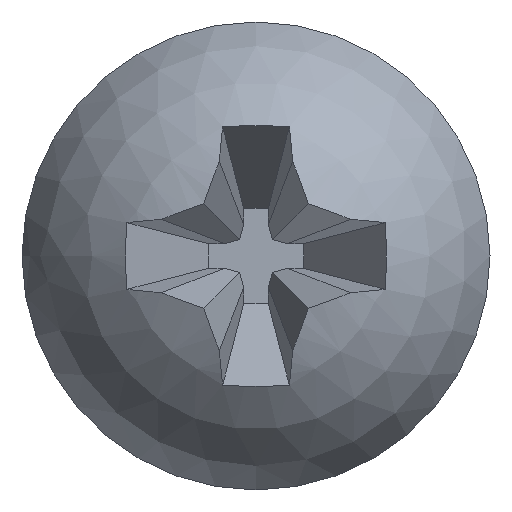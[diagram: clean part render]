
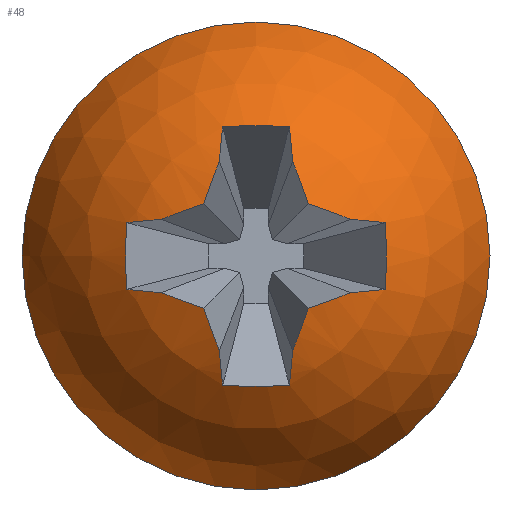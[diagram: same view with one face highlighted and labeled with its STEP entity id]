
A CAD part, left-side view. The second image highlights one B-rep face of the part: STEP entity #48.
In plain terms, the highlighted spherical face has radius 5.239 mm.
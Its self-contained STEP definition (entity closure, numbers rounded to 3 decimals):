
#48=ADVANCED_FACE('',(#291,#293),#295,.T.);
#291=FACE_OUTER_BOUND('',#292,.T.);
#292=EDGE_LOOP('',(#490));
#293=FACE_BOUND('',#294,.T.);
#294=EDGE_LOOP('',(#491,#492,#493,#494,#495,#496,#497,#498,#499,#500,#501,#502,#503,
#504,#505,#506,#507,#508,#509,#510,#511));
#295=SPHERICAL_SURFACE('',#296,5.239);
#296=AXIS2_PLACEMENT_3D('',#297,#298,#299);
#297=CARTESIAN_POINT('',(1.039,0.,0.));
#298=DIRECTION('',(1.,0.,0.));
#299=DIRECTION('',(0.,1.,0.));
#490=ORIENTED_EDGE('',*,*,#622,.F.);
#491=ORIENTED_EDGE('',*,*,#623,.T.);
#492=ORIENTED_EDGE('',*,*,#624,.T.);
#493=ORIENTED_EDGE('',*,*,#625,.T.);
#494=ORIENTED_EDGE('',*,*,#626,.T.);
#495=ORIENTED_EDGE('',*,*,#627,.T.);
#496=ORIENTED_EDGE('',*,*,#628,.T.);
#497=ORIENTED_EDGE('',*,*,#629,.T.);
#498=ORIENTED_EDGE('',*,*,#630,.T.);
#499=ORIENTED_EDGE('',*,*,#631,.T.);
#500=ORIENTED_EDGE('',*,*,#632,.T.);
#501=ORIENTED_EDGE('',*,*,#633,.T.);
#502=ORIENTED_EDGE('',*,*,#634,.T.);
#503=ORIENTED_EDGE('',*,*,#635,.T.);
#504=ORIENTED_EDGE('',*,*,#636,.T.);
#505=ORIENTED_EDGE('',*,*,#637,.T.);
#506=ORIENTED_EDGE('',*,*,#638,.T.);
#507=ORIENTED_EDGE('',*,*,#639,.T.);
#508=ORIENTED_EDGE('',*,*,#640,.T.);
#509=ORIENTED_EDGE('',*,*,#641,.T.);
#510=ORIENTED_EDGE('',*,*,#642,.T.);
#511=ORIENTED_EDGE('',*,*,#643,.T.);
#622=EDGE_CURVE('',#688,#688,#689,.T.);
#623=EDGE_CURVE('',#690,#691,#692,.T.);
#624=EDGE_CURVE('',#691,#693,#694,.T.);
#625=EDGE_CURVE('',#693,#695,#696,.T.);
#626=EDGE_CURVE('',#695,#697,#698,.T.);
#627=EDGE_CURVE('',#697,#699,#700,.T.);
#628=EDGE_CURVE('',#699,#701,#702,.T.);
#629=EDGE_CURVE('',#701,#703,#704,.T.);
#630=EDGE_CURVE('',#703,#705,#706,.T.);
#631=EDGE_CURVE('',#705,#707,#708,.T.);
#632=EDGE_CURVE('',#707,#709,#710,.T.);
#633=EDGE_CURVE('',#709,#711,#712,.T.);
#634=EDGE_CURVE('',#711,#713,#714,.T.);
#635=EDGE_CURVE('',#713,#715,#716,.T.);
#636=EDGE_CURVE('',#715,#717,#718,.T.);
#637=EDGE_CURVE('',#717,#719,#720,.T.);
#638=EDGE_CURVE('',#719,#721,#722,.T.);
#639=EDGE_CURVE('',#721,#723,#724,.T.);
#640=EDGE_CURVE('',#723,#725,#726,.T.);
#641=EDGE_CURVE('',#725,#727,#728,.T.);
#642=EDGE_CURVE('',#727,#729,#730,.F.);
#643=EDGE_CURVE('',#729,#690,#731,.T.);
#688=VERTEX_POINT('',#800);
#689=CIRCLE('',#801,5.);
#690=VERTEX_POINT('',#805);
#691=VERTEX_POINT('',#806);
#692=CIRCLE('',#807,5.237);
#693=VERTEX_POINT('',#811);
#694=CIRCLE('',#812,5.234);
#695=VERTEX_POINT('',#816);
#696=CIRCLE('',#817,5.234);
#697=VERTEX_POINT('',#821);
#698=CIRCLE('',#822,5.237);
#699=VERTEX_POINT('',#826);
#700=CIRCLE('',#827,5.221);
#701=VERTEX_POINT('',#831);
#702=CIRCLE('',#832,5.237);
#703=VERTEX_POINT('',#836);
#704=CIRCLE('',#837,5.234);
#705=VERTEX_POINT('',#841);
#706=CIRCLE('',#842,5.234);
#707=VERTEX_POINT('',#846);
#708=CIRCLE('',#847,5.237);
#709=VERTEX_POINT('',#851);
#710=CIRCLE('',#852,5.221);
#711=VERTEX_POINT('',#856);
#712=CIRCLE('',#857,5.237);
#713=VERTEX_POINT('',#861);
#714=CIRCLE('',#862,5.234);
#715=VERTEX_POINT('',#866);
#716=CIRCLE('',#867,5.234);
#717=VERTEX_POINT('',#871);
#718=CIRCLE('',#872,5.237);
#719=VERTEX_POINT('',#876);
#720=CIRCLE('',#877,5.221);
#721=VERTEX_POINT('',#881);
#722=CIRCLE('',#882,5.237);
#723=VERTEX_POINT('',#886);
#724=CIRCLE('',#887,5.234);
#725=VERTEX_POINT('',#891);
#726=CIRCLE('',#892,5.234);
#727=VERTEX_POINT('',#896);
#728=CIRCLE('',#897,5.237);
#729=VERTEX_POINT('',#901);
#730=CIRCLE('',#902,5.221);
#731=CIRCLE('',#906,5.221);
#800=CARTESIAN_POINT('',(-0.525,5.,0.));
#801=AXIS2_PLACEMENT_3D('',#802,#803,#804);
#802=CARTESIAN_POINT('',(-0.525,0.,0.));
#803=DIRECTION('',(1.,0.,0.));
#804=DIRECTION('',(0.,1.,0.));
#805=CARTESIAN_POINT('',(-3.358,2.758,0.712));
#806=CARTESIAN_POINT('',(-3.732,2.017,0.784));
#807=AXIS2_PLACEMENT_3D('',#808,#809,#810);
#808=CARTESIAN_POINT('',(1.013,0.,-0.134));
#809=DIRECTION('',(0.19,0.,0.982));
#810=DIRECTION('',(-0.835,0.527,0.162));
#811=CARTESIAN_POINT('',(-3.957,1.115,1.115));
#812=AXIS2_PLACEMENT_3D('',#813,#814,#815);
#813=CARTESIAN_POINT('',(0.971,-0.057,-0.202));
#814=DIRECTION('',(0.306,0.26,0.916));
#815=DIRECTION('',(-0.899,0.396,0.188));
#816=CARTESIAN_POINT('',(-3.732,0.784,2.017));
#817=AXIS2_PLACEMENT_3D('',#818,#819,#820);
#818=CARTESIAN_POINT('',(0.971,-0.202,-0.057));
#819=DIRECTION('',(0.306,0.916,0.26));
#820=DIRECTION('',(-0.942,0.252,0.224));
#821=CARTESIAN_POINT('',(-3.358,0.712,2.758));
#822=AXIS2_PLACEMENT_3D('',#823,#824,#825);
#823=CARTESIAN_POINT('',(1.013,-0.134,0.));
#824=DIRECTION('',(0.19,0.982,0.));
#825=DIRECTION('',(-0.906,0.175,0.385));
#826=CARTESIAN_POINT('',(-3.358,-0.712,2.758));
#827=AXIS2_PLACEMENT_3D('',#828,#829,#830);
#828=CARTESIAN_POINT('',(0.78,0.,-0.345));
#829=DIRECTION('',(0.6,0.,0.8));
#830=DIRECTION('',(-0.793,0.136,0.594));
#831=CARTESIAN_POINT('',(-3.732,-0.784,2.017));
#832=AXIS2_PLACEMENT_3D('',#833,#834,#835);
#833=CARTESIAN_POINT('',(1.013,0.134,0.));
#834=DIRECTION('',(0.19,-0.982,0.));
#835=DIRECTION('',(-0.835,-0.162,0.527));
#836=CARTESIAN_POINT('',(-3.957,-1.115,1.115));
#837=AXIS2_PLACEMENT_3D('',#838,#839,#840);
#838=CARTESIAN_POINT('',(0.971,0.202,-0.057));
#839=DIRECTION('',(0.306,-0.916,0.26));
#840=DIRECTION('',(-0.899,-0.188,0.396));
#841=CARTESIAN_POINT('',(-3.732,-2.017,0.784));
#842=AXIS2_PLACEMENT_3D('',#843,#844,#845);
#843=CARTESIAN_POINT('',(0.971,0.057,-0.202));
#844=DIRECTION('',(0.306,-0.26,0.916));
#845=DIRECTION('',(-0.942,-0.224,0.252));
#846=CARTESIAN_POINT('',(-3.358,-2.758,0.712));
#847=AXIS2_PLACEMENT_3D('',#848,#849,#850);
#848=CARTESIAN_POINT('',(1.013,0.,-0.134));
#849=DIRECTION('',(0.19,0.,0.982));
#850=DIRECTION('',(-0.906,-0.385,0.175));
#851=CARTESIAN_POINT('',(-3.358,-2.758,-0.712));
#852=AXIS2_PLACEMENT_3D('',#853,#854,#855);
#853=CARTESIAN_POINT('',(0.78,0.345,0.));
#854=DIRECTION('',(0.6,-0.8,0.));
#855=DIRECTION('',(-0.793,-0.594,0.136));
#856=CARTESIAN_POINT('',(-3.732,-2.017,-0.784));
#857=AXIS2_PLACEMENT_3D('',#858,#859,#860);
#858=CARTESIAN_POINT('',(1.013,0.,0.134));
#859=DIRECTION('',(0.19,0.,-0.982));
#860=DIRECTION('',(-0.835,-0.527,-0.162));
#861=CARTESIAN_POINT('',(-3.957,-1.115,-1.115));
#862=AXIS2_PLACEMENT_3D('',#863,#864,#865);
#863=CARTESIAN_POINT('',(0.971,0.057,0.202));
#864=DIRECTION('',(0.306,-0.26,-0.916));
#865=DIRECTION('',(-0.899,-0.396,-0.188));
#866=CARTESIAN_POINT('',(-3.732,-0.784,-2.017));
#867=AXIS2_PLACEMENT_3D('',#868,#869,#870);
#868=CARTESIAN_POINT('',(0.971,0.202,0.057));
#869=DIRECTION('',(0.306,-0.916,-0.26));
#870=DIRECTION('',(-0.942,-0.252,-0.224));
#871=CARTESIAN_POINT('',(-3.358,-0.712,-2.758));
#872=AXIS2_PLACEMENT_3D('',#873,#874,#875);
#873=CARTESIAN_POINT('',(1.013,0.134,0.));
#874=DIRECTION('',(0.19,-0.982,0.));
#875=DIRECTION('',(-0.906,-0.175,-0.385));
#876=CARTESIAN_POINT('',(-3.358,0.712,-2.758));
#877=AXIS2_PLACEMENT_3D('',#878,#879,#880);
#878=CARTESIAN_POINT('',(0.78,0.,0.345));
#879=DIRECTION('',(0.6,0.,-0.8));
#880=DIRECTION('',(-0.793,-0.136,-0.594));
#881=CARTESIAN_POINT('',(-3.732,0.784,-2.017));
#882=AXIS2_PLACEMENT_3D('',#883,#884,#885);
#883=CARTESIAN_POINT('',(1.013,-0.134,0.));
#884=DIRECTION('',(0.19,0.982,0.));
#885=DIRECTION('',(-0.835,0.162,-0.527));
#886=CARTESIAN_POINT('',(-3.957,1.115,-1.115));
#887=AXIS2_PLACEMENT_3D('',#888,#889,#890);
#888=CARTESIAN_POINT('',(0.971,-0.202,0.057));
#889=DIRECTION('',(0.306,0.916,-0.26));
#890=DIRECTION('',(-0.899,0.188,-0.396));
#891=CARTESIAN_POINT('',(-3.732,2.017,-0.784));
#892=AXIS2_PLACEMENT_3D('',#893,#894,#895);
#893=CARTESIAN_POINT('',(0.971,-0.057,0.202));
#894=DIRECTION('',(0.306,0.26,-0.916));
#895=DIRECTION('',(-0.942,0.224,-0.252));
#896=CARTESIAN_POINT('',(-3.358,2.758,-0.712));
#897=AXIS2_PLACEMENT_3D('',#898,#899,#900);
#898=CARTESIAN_POINT('',(1.013,0.,0.134));
#899=DIRECTION('',(0.19,0.,-0.982));
#900=DIRECTION('',(-0.906,0.385,-0.175));
#901=CARTESIAN_POINT('',(-3.397,2.787,0.));
#902=AXIS2_PLACEMENT_3D('',#903,#904,#905);
#903=CARTESIAN_POINT('',(0.78,-0.345,0.));
#904=DIRECTION('',(-0.6,-0.8,0.));
#905=DIRECTION('',(-0.8,0.6,0.));
#906=AXIS2_PLACEMENT_3D('',#907,#908,#909);
#907=CARTESIAN_POINT('',(0.78,-0.345,0.));
#908=DIRECTION('',(0.6,0.8,0.));
#909=DIRECTION('',(-0.8,0.6,0.));
